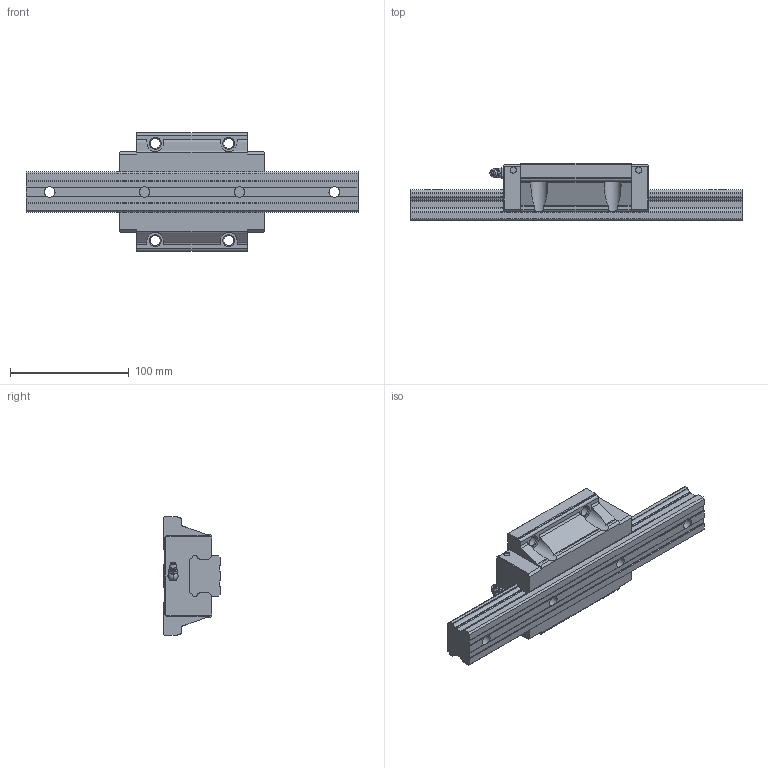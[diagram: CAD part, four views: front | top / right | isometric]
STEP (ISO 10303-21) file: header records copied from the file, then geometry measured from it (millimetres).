
FILE_DESCRIPTION( ( '' ), '1' );
FILE_NAME( 'SHS35C1SS280200B-M6F79000.stp', '2015-10-08T14:21:23', ( '' ), ( '' ), ' ', ' ', ' ' );
FILE_SCHEMA( ( 'automotive_design' ) );
Length unit declared in the file: millimetre
Products named in the file (3): 1; 2; 3
Bounding box: 280 x 48 x 100 mm (x, y, z)
Volume: 534058.2 mm3; surface area: 82899.6 mm2
Topology: 3 solids, 3 shells, 296 faces, 815 edges, 526 vertices
Faces by surface type: plane 138, cylinder 108, cone 38, torus 6, sphere 6
Entity records: 18907 total; most frequent: CARTESIAN_POINT 2130, DIRECTION 1650, STYLED_ITEM 1632, PRESENTATION_STYLE_ASSIGNMENT 1632, COLOUR_RGB 1632, ORIENTED_EDGE 1614, EDGE_CURVE 807, CURVE_STYLE 807
